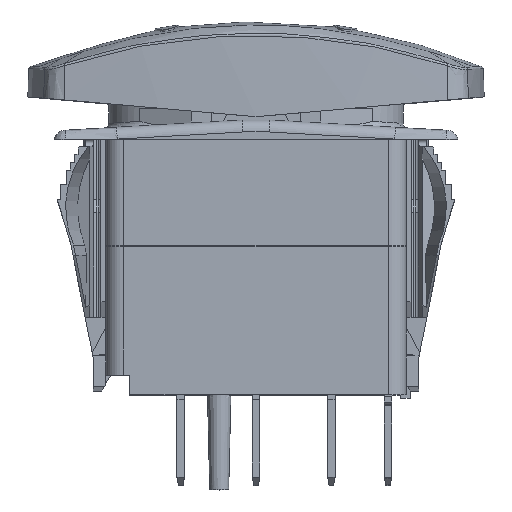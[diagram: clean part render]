
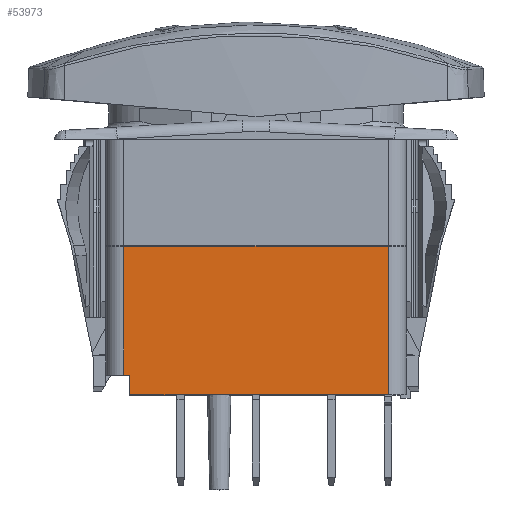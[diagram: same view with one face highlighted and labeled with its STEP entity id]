
A CAD part, top view. The second image highlights one B-rep face of the part: STEP entity #53973.
In plain terms, the highlighted planar face has unit normal (0, 0, 1).
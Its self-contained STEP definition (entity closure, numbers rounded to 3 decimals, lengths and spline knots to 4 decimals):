
#18120=DIRECTION('',(0.,-1.,0.));
#18121=VECTOR('',#18120,0.542);
#18122=CARTESIAN_POINT('',(-0.558,0.,0.41));
#18123=LINE('',#18122,#18121);
#18129=DIRECTION('',(-1.,0.,0.));
#18130=VECTOR('',#18129,1.116);
#18131=CARTESIAN_POINT('',(0.558,0.,0.41));
#18132=LINE('',#18131,#18130);
#18133=DIRECTION('',(1.,0.,0.));
#18134=VECTOR('',#18133,1.089);
#18135=CARTESIAN_POINT('',(-0.531,-0.625,0.41));
#18136=LINE('',#18135,#18134);
#18137=DIRECTION('',(0.,1.,0.));
#18138=VECTOR('',#18137,0.083);
#18139=CARTESIAN_POINT('',(-0.531,-0.625,0.41));
#18140=LINE('',#18139,#18138);
#18141=DIRECTION('',(1.,0.,0.));
#18142=VECTOR('',#18141,0.027);
#18143=CARTESIAN_POINT('',(-0.558,-0.542,0.41));
#18144=LINE('',#18143,#18142);
#18158=DIRECTION('',(0.,1.,0.));
#18159=VECTOR('',#18158,0.625);
#18160=CARTESIAN_POINT('',(0.558,-0.625,0.41));
#18161=LINE('',#18160,#18159);
#26091=CARTESIAN_POINT('',(-0.558,0.,0.41));
#26092=CARTESIAN_POINT('',(-0.558,-0.542,0.41));
#26093=VERTEX_POINT('',#26091);
#26094=VERTEX_POINT('',#26092);
#26111=CARTESIAN_POINT('',(0.558,-0.625,0.41));
#26112=CARTESIAN_POINT('',(0.558,0.,0.41));
#26113=VERTEX_POINT('',#26111);
#26114=VERTEX_POINT('',#26112);
#26281=CARTESIAN_POINT('',(-0.531,-0.625,0.41));
#26282=CARTESIAN_POINT('',(-0.531,-0.542,0.41));
#26283=VERTEX_POINT('',#26281);
#26284=VERTEX_POINT('',#26282);
#53958=CARTESIAN_POINT('',(0.,0.,0.41));
#53959=DIRECTION('',(0.,0.,1.));
#53960=DIRECTION('',(1.,0.,0.));
#53961=AXIS2_PLACEMENT_3D('',#53958,#53959,#53960);
#53962=PLANE('',#53961);
#53963=ORIENTED_EDGE('',*,*,#53951,.F.);
#53964=ORIENTED_EDGE('',*,*,#53819,.F.);
#53966=ORIENTED_EDGE('',*,*,#53965,.F.);
#53967=ORIENTED_EDGE('',*,*,#53342,.F.);
#53968=ORIENTED_EDGE('',*,*,#53415,.T.);
#53970=ORIENTED_EDGE('',*,*,#53969,.F.);
#53971=EDGE_LOOP('',(#53963,#53964,#53966,#53967,#53968,#53970));
#53972=FACE_OUTER_BOUND('',#53971,.F.);
#53342=EDGE_CURVE('',#26283,#26113,#18136,.T.);
#53415=EDGE_CURVE('',#26283,#26284,#18140,.T.);
#53819=EDGE_CURVE('',#26114,#26093,#18132,.T.);
#53951=EDGE_CURVE('',#26093,#26094,#18123,.T.);
#53965=EDGE_CURVE('',#26113,#26114,#18161,.T.);
#53969=EDGE_CURVE('',#26094,#26284,#18144,.T.);
#53973=ADVANCED_FACE('',(#53972),#53962,.T.);
